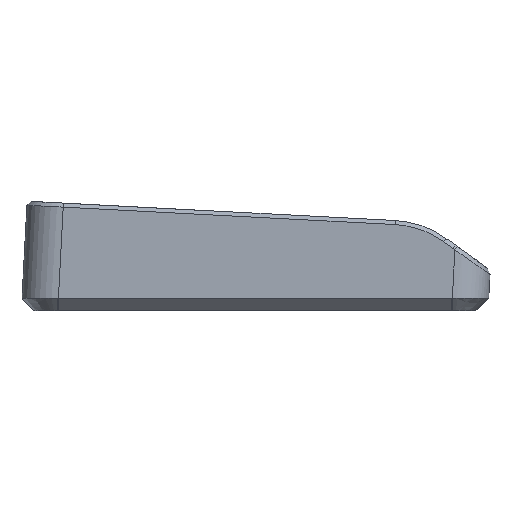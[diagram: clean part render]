
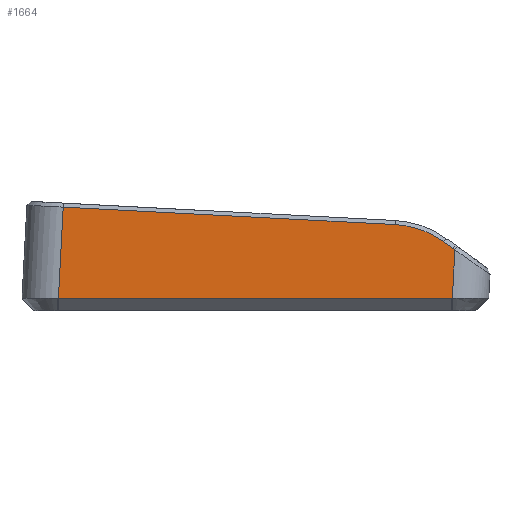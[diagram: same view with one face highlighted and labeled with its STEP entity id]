
A CAD part, left-side view. The second image highlights one B-rep face of the part: STEP entity #1664.
In plain terms, the highlighted planar face has unit normal (-1, 0, 0).
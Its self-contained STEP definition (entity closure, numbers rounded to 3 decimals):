
#35=B_SPLINE_CURVE_WITH_KNOTS('',3,(#2682,#2683,#2684,#2685),
 .UNSPECIFIED.,.F.,.F.,(4,4),(1.553,1.571),
 .UNSPECIFIED.);
#43=B_SPLINE_CURVE_WITH_KNOTS('',3,(#3015,#3016,#3017,#3018),
 .UNSPECIFIED.,.F.,.F.,(4,4),(-1.571,-1.511),
 .UNSPECIFIED.);
#119=PLANE('',#1813);
#214=FACE_OUTER_BOUND('',#316,.T.);
#316=EDGE_LOOP('',(#1530,#1531,#1532,#1533,#1534,#1535,#1536,#1537));
#398=LINE('',#2661,#558);
#407=LINE('',#2738,#567);
#453=LINE('',#2867,#613);
#457=LINE('',#2879,#617);
#476=LINE('',#3050,#636);
#558=VECTOR('',#2007,10.);
#567=VECTOR('',#2032,10.);
#613=VECTOR('',#2178,10.);
#617=VECTOR('',#2190,10.);
#636=VECTOR('',#2235,10.);
#687=CIRCLE('',#1795,22.5);
#770=VERTEX_POINT('',#2614);
#772=VERTEX_POINT('',#2654);
#775=VERTEX_POINT('',#2659);
#787=VERTEX_POINT('',#2737);
#820=VERTEX_POINT('',#2864);
#821=VERTEX_POINT('',#2869);
#823=VERTEX_POINT('',#2875);
#831=VERTEX_POINT('',#2931);
#954=EDGE_CURVE('',#775,#772,#398,.T.);
#956=EDGE_CURVE('',#770,#775,#35,.T.);
#972=EDGE_CURVE('',#787,#772,#407,.T.);
#1037=EDGE_CURVE('',#787,#820,#453,.T.);
#1040=EDGE_CURVE('',#820,#821,#687,.T.);
#1043=EDGE_CURVE('',#821,#823,#457,.T.);
#1066=EDGE_CURVE('',#823,#831,#43,.T.);
#1072=EDGE_CURVE('',#831,#770,#476,.T.);
#1530=ORIENTED_EDGE('',*,*,#956,.F.);
#1531=ORIENTED_EDGE('',*,*,#1072,.F.);
#1532=ORIENTED_EDGE('',*,*,#1066,.F.);
#1533=ORIENTED_EDGE('',*,*,#1043,.F.);
#1534=ORIENTED_EDGE('',*,*,#1040,.F.);
#1535=ORIENTED_EDGE('',*,*,#1037,.F.);
#1536=ORIENTED_EDGE('',*,*,#972,.T.);
#1537=ORIENTED_EDGE('',*,*,#954,.F.);
#1664=ADVANCED_FACE('',(#214),#119,.T.);
#1795=AXIS2_PLACEMENT_3D('',#2873,#2184,#2185);
#1813=AXIS2_PLACEMENT_3D('',#3055,#2243,#2244);
#2007=DIRECTION('',(0.,1.,0.));
#2032=DIRECTION('',(0.,0.052,-0.999));
#2178=DIRECTION('',(0.,-0.999,-0.052));
#2184=DIRECTION('center_axis',(1.,0.,0.));
#2185=DIRECTION('ref_axis',(0.,-0.332,0.943));
#2190=DIRECTION('',(0.,-0.811,-0.585));
#2235=DIRECTION('',(0.,0.052,-0.999));
#2243=DIRECTION('center_axis',(-1.,0.,0.));
#2244=DIRECTION('ref_axis',(0.,-0.999,-0.052));
#2614=CARTESIAN_POINT('',(-7.5,-98.848,3.004));
#2654=CARTESIAN_POINT('',(-7.5,-1.354,3.004));
#2659=CARTESIAN_POINT('',(-7.5,-98.69,3.004));
#2661=CARTESIAN_POINT('',(-7.5,-21.222,3.004));
#2682=CARTESIAN_POINT('Ctrl Pts',(-7.5,-98.848,3.004));
#2683=CARTESIAN_POINT('Ctrl Pts',(-7.5,-98.795,3.004));
#2684=CARTESIAN_POINT('Ctrl Pts',(-7.5,-98.743,3.004));
#2685=CARTESIAN_POINT('Ctrl Pts',(-7.5,-98.69,3.004));
#2737=CARTESIAN_POINT('',(-7.5,-2.539,25.603));
#2738=CARTESIAN_POINT('',(-7.5,-1.489,5.571));
#2864=CARTESIAN_POINT('',(-7.5,-84.709,21.297));
#2867=CARTESIAN_POINT('',(-7.5,-18.067,24.789));
#2869=CARTESIAN_POINT('',(-7.5,-96.694,17.076));
#2873=CARTESIAN_POINT('Origin',(-7.5,-83.531,-1.172));
#2875=CARTESIAN_POINT('',(-7.5,-98.957,15.443));
#2879=CARTESIAN_POINT('',(-7.5,-62.239,41.928));
#2931=CARTESIAN_POINT('',(-7.5,-99.48,15.066));
#3015=CARTESIAN_POINT('Ctrl Pts',(-7.5,-98.957,15.443));
#3016=CARTESIAN_POINT('Ctrl Pts',(-7.5,-99.131,15.318));
#3017=CARTESIAN_POINT('Ctrl Pts',(-7.5,-99.305,15.192));
#3018=CARTESIAN_POINT('Ctrl Pts',(-7.5,-99.48,15.066));
#3050=CARTESIAN_POINT('',(-7.5,-98.715,0.475));
#3055=CARTESIAN_POINT('Origin',(-7.5,7.499,6.042));
